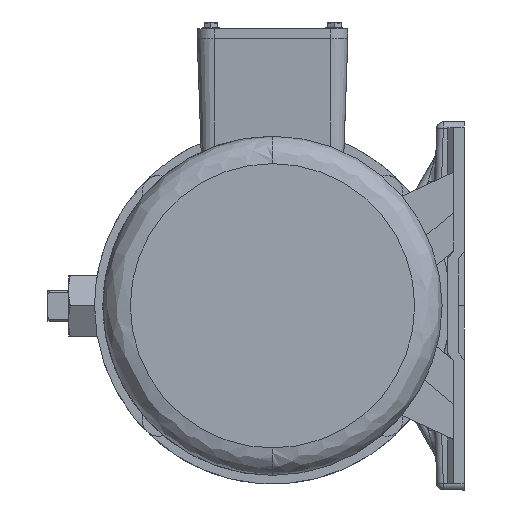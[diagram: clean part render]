
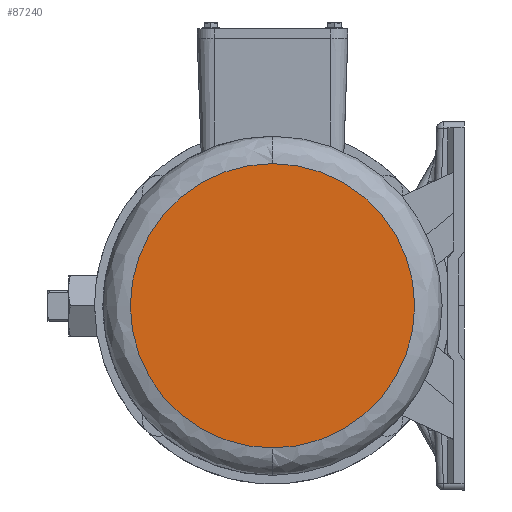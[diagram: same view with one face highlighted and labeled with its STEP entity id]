
A CAD part, left-side view. The second image highlights one B-rep face of the part: STEP entity #87240.
In plain terms, the highlighted free-form (B-spline) face has degree [1, 1] with [4, 2] control points.
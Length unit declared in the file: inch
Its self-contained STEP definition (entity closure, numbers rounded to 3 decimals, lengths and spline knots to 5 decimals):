
#18043 = CARTESIAN_POINT ( 'NONE',  ( -19.89, 2.63694, -2.62437 ) ) ;
#19675 = CARTESIAN_POINT ( 'NONE',  ( -19.89, 2.59677, 2.62791 ) ) ;
#36108 = AXIS2_PLACEMENT_3D ( 'NONE', #47922, #123784, #139624 ) ;
#40545 = FACE_OUTER_BOUND ( 'NONE', #104955, .T. ) ;
#47922 = CARTESIAN_POINT ( 'NONE',  ( -19.89, 0.00177, 0.00177 ) ) ;
#51791 = EDGE_CURVE ( 'Defeatured_0_330+Defeatured_0_329+Defeatured_0_329+Defeatured_0_329', #227600, #225574, #164384, .T. ) ;
#72145 = EDGE_CURVE ( 'Defeatured_0_330+Defeatured_0_329+Defeatured_0_329+Defeatured_0_329', #225574, #227600, #86496, .T. ) ;
#75746 = CARTESIAN_POINT ( 'NONE',  ( -19.89, -2.59323, 2.62791 ) ) ;
#78221 = B_SPLINE_SURFACE_WITH_KNOTS ( 'NONE', 1, 1, ( 
 ( #223741, #169183 ),
 ( #75746, #242716 ),
 ( #19675, #206372 ),
 ( #166718, #18043 ) ),
 .UNSPECIFIED., .F., .F., .F.,
 ( 2, 1, 1, 2 ),
 ( 2, 2 ),
 ( -0.00774, 0., 1., 1.00774 ),
 ( 0., 1. ),
 .UNSPECIFIED. ) ;
#86496 = CIRCLE ( 'NONE', #163691, 2.595 ) ;
#86692 = ORIENTED_EDGE ( 'NONE', *, *, #51791, .F. ) ;
#87240 = ADVANCED_FACE ( 'Defeatured_0_329', ( #40545 ), #78221, .T. ) ;
#104955 = EDGE_LOOP ( 'NONE', ( #238911, #86692 ) ) ;
#123784 = DIRECTION ( 'NONE',  ( 1., 0., 0. ) ) ;
#127848 = DIRECTION ( 'NONE',  ( 0., 0., 1. ) ) ;
#139624 = DIRECTION ( 'NONE',  ( 0., 0., 1. ) ) ;
#163691 = AXIS2_PLACEMENT_3D ( 'NONE', #243653, #204864, #127848 ) ;
#164384 = CIRCLE ( 'NONE', #36108, 2.595 ) ;
#166718 = CARTESIAN_POINT ( 'NONE',  ( -19.89, 2.63694, 2.62791 ) ) ;
#166979 = CARTESIAN_POINT ( 'NONE',  ( -19.89, 0.00177, -2.59323 ) ) ;
#169183 = CARTESIAN_POINT ( 'NONE',  ( -19.89, -2.63341, -2.62437 ) ) ;
#204864 = DIRECTION ( 'NONE',  ( 1., 0., 0. ) ) ;
#206372 = CARTESIAN_POINT ( 'NONE',  ( -19.89, 2.59677, -2.62437 ) ) ;
#223741 = CARTESIAN_POINT ( 'NONE',  ( -19.89, -2.63341, 2.62791 ) ) ;
#225574 = VERTEX_POINT ( 'NONE', #244893 ) ;
#227600 = VERTEX_POINT ( 'NONE', #166979 ) ;
#238911 = ORIENTED_EDGE ( 'NONE', *, *, #72145, .F. ) ;
#242716 = CARTESIAN_POINT ( 'NONE',  ( -19.89, -2.59323, -2.62437 ) ) ;
#243653 = CARTESIAN_POINT ( 'NONE',  ( -19.89, 0.00177, 0.00177 ) ) ;
#244893 = CARTESIAN_POINT ( 'NONE',  ( -19.89, 0.00177, 2.59677 ) ) ;
